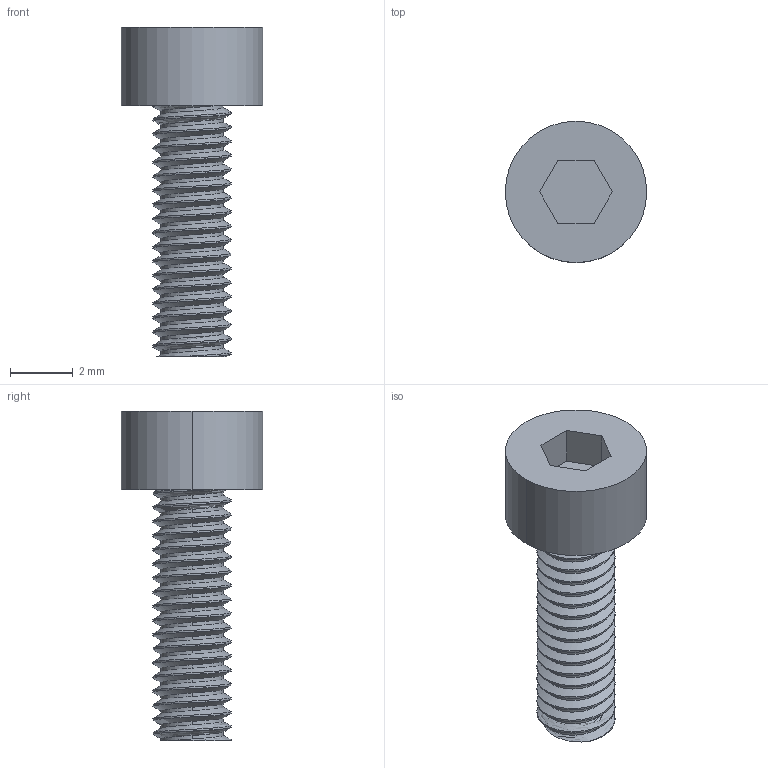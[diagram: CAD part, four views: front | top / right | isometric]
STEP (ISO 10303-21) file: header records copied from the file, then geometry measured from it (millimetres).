
FILE_DESCRIPTION (( 'STEP AP214' ), '1' );
FILE_NAME ('Bolt M2.5x8.STEP', '2021-06-04T11:07:41', ( '' ), ( '' ), 'SwSTEP 2.0', 'SolidWorks 2016', '' );
FILE_SCHEMA (( 'AUTOMOTIVE_DESIGN' ));
Length unit declared in the file: millimetre
Products named in the file (2): Bolt M2.5x8
Bounding box: 4.5 x 4.5 x 10.5 mm (x, y, z)
Volume: 66.6 mm3; surface area: 166.4 mm2
Topology: 1 solids, 1 shells, 52 faces, 144 edges, 96 vertices
Faces by surface type: cylinder 39, plane 10, bspline 3
Entity records: 4462 total; most frequent: CARTESIAN_POINT 3321, ORIENTED_EDGE 288, DIRECTION 172, EDGE_CURVE 144, VERTEX_POINT 96, AXIS2_PLACEMENT_3D 58, VECTOR 56, LINE 56
